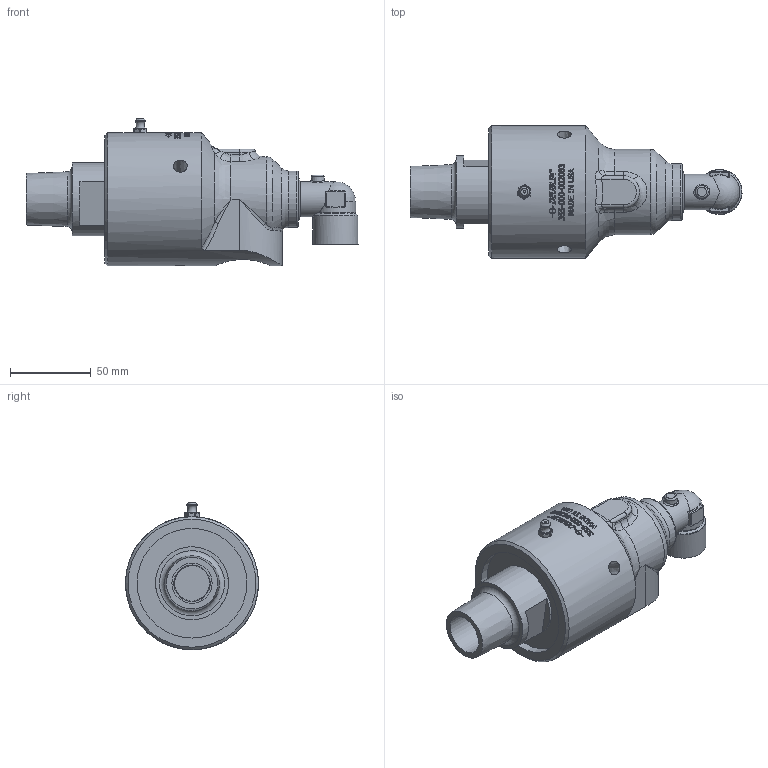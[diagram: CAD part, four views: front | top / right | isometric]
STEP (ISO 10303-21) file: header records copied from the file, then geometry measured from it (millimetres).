
FILE_DESCRIPTION((''),'2;1');
FILE_NAME('Matt''355-000-002083-IC.stp','2008-08-20T10:54:30',('jakymiwm'),(''),'Autodesk Inventor 2008','Autodesk Inventor 2008','');
FILE_SCHEMA(('AUTOMOTIVE_DESIGN { 1 0 10303 214 1 1 1 1 }'));
Length unit declared in the file: millimetre
Products named in the file (1): 355-000-002083-IC
Bounding box: 206.09 x 82.6 x 91.57 mm (x, y, z)
Volume: 452549.7 mm3; surface area: 65408.8 mm2
Topology: 1 solids, 2 shells, 757 faces, 1982 edges, 1267 vertices
Faces by surface type: bspline 333, plane 281, cylinder 107, sphere 17, cone 11, torus 8
Full cylindrical faces by diameter (mm): 22 x1, 28 x1, 35 x1, 45.3 x1, 82.6 x1
Entity records: 32469 total; most frequent: CARTESIAN_POINT 15251, ORIENTED_EDGE 3786, DIRECTION 2672, EDGE_CURVE 1893, VERTEX_POINT 1241, AXIS2_PLACEMENT_3D 978, EDGE_LOOP 870, STYLED_ITEM 758
